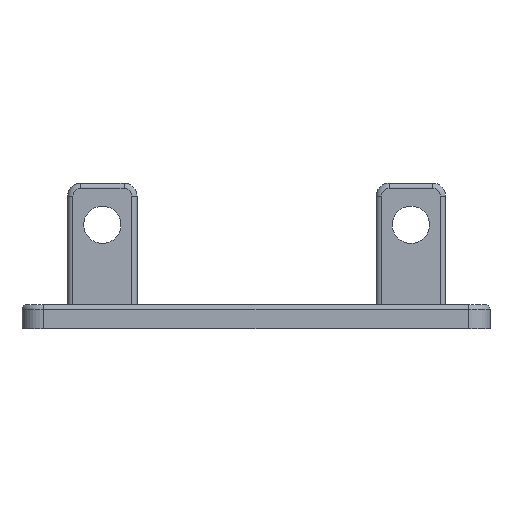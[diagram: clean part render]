
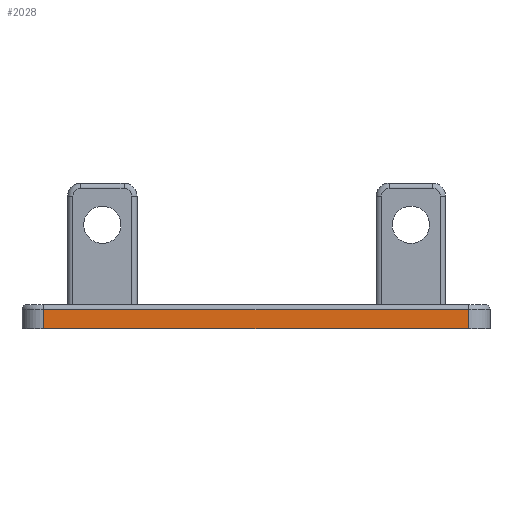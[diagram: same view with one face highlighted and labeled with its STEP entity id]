
A CAD part, front view. The second image highlights one B-rep face of the part: STEP entity #2028.
In plain terms, the highlighted planar face has unit normal (0, -1, 0).
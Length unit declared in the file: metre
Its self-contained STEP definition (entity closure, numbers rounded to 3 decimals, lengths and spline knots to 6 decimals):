
#110=LINE('',#3339,#268);
#111=LINE('',#3342,#269);
#112=LINE('',#3344,#270);
#113=LINE('',#3346,#271);
#268=VECTOR('',#2599,1.);
#269=VECTOR('',#2600,1.);
#270=VECTOR('',#2601,1.);
#271=VECTOR('',#2602,1.);
#362=PLANE('',#2205);
#516=ORIENTED_EDGE('',*,*,#1102,.T.);
#517=ORIENTED_EDGE('',*,*,#1103,.T.);
#518=ORIENTED_EDGE('',*,*,#1104,.T.);
#519=ORIENTED_EDGE('',*,*,#1105,.T.);
#1102=EDGE_CURVE('',#1392,#1393,#110,.F.);
#1103=EDGE_CURVE('',#1393,#1394,#111,.F.);
#1104=EDGE_CURVE('',#1394,#1395,#112,.T.);
#1105=EDGE_CURVE('',#1395,#1392,#113,.T.);
#1392=VERTEX_POINT('',#3340);
#1393=VERTEX_POINT('',#3341);
#1394=VERTEX_POINT('',#3343);
#1395=VERTEX_POINT('',#3345);
#1640=EDGE_LOOP('',(#516,#517,#518,#519));
#1812=FACE_BOUND('',#1640,.T.);
#2028=ADVANCED_FACE('',(#1812),#362,.F.);
#2205=AXIS2_PLACEMENT_3D('',#3338,#2597,#2598);
#2597=DIRECTION('',(0.,1.,0.));
#2598=DIRECTION('',(1.,0.,0.));
#2599=DIRECTION('',(0.,0.,-1.));
#2600=DIRECTION('',(1.,0.,0.));
#2601=DIRECTION('',(0.,0.,-1.));
#2602=DIRECTION('',(1.,0.,0.));
#3338=CARTESIAN_POINT('',(0.0003,-0.0296,0.005));
#3339=CARTESIAN_POINT('',(0.0248,-0.0296,0.005));
#3340=CARTESIAN_POINT('',(0.0248,-0.0296,0.0022));
#3341=CARTESIAN_POINT('',(0.0248,-0.0296,0.0044));
#3342=CARTESIAN_POINT('',(-0.0242,-0.0296,0.0044));
#3343=CARTESIAN_POINT('',(-0.0242,-0.0296,0.0044));
#3344=CARTESIAN_POINT('',(-0.0242,-0.0296,0.005));
#3345=CARTESIAN_POINT('',(-0.0242,-0.0296,0.0022));
#3346=CARTESIAN_POINT('',(0.0003,-0.0296,0.0022));
